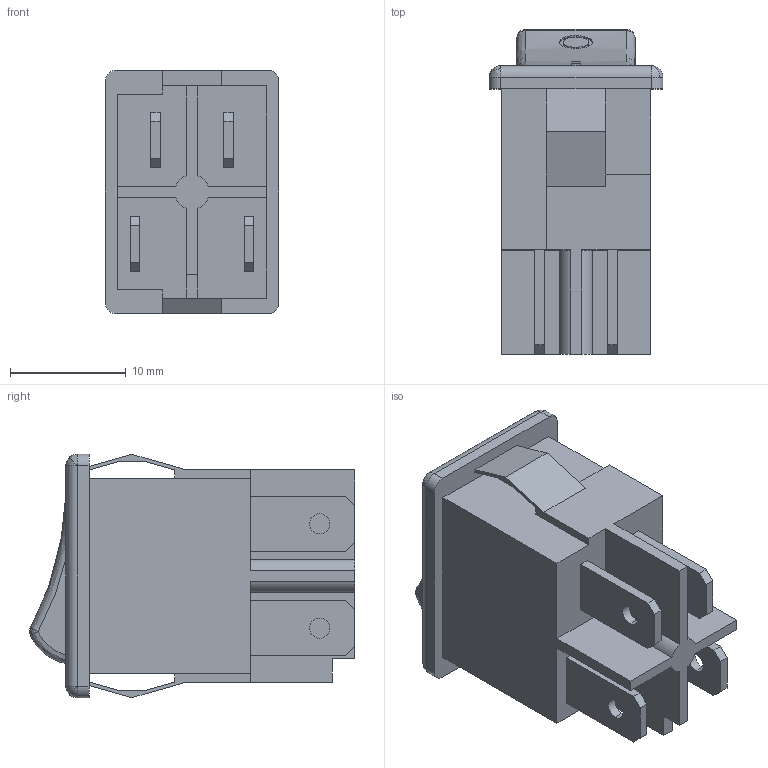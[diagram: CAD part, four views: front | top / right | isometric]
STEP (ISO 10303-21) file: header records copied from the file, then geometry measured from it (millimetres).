
FILE_DESCRIPTION(('STEP AP242'),'1');
FILE_NAME('h8550vb.stp','2019-06-13T08:22:45',('TraceParts'),('TraceParts S.A.'),'Spatial InterOp 3D',' ',' ');
FILE_SCHEMA(('AP242_MANAGED_MODEL_BASED_3D_ENGINEERING_MIM_LF {1 0 10303 442 1 1 4}'));
Length unit declared in the file: millimetre
Products named in the file (1): h8550vb
Bounding box: 15 x 28.04 x 21 mm (x, y, z)
Volume: 4341 mm3; surface area: 2905.2 mm2
Topology: 1 solids, 1 shells, 137 faces, 365 edges, 222 vertices
Faces by surface type: plane 85, cylinder 28, bspline 20, cone 4
Entity records: 4462 total; most frequent: CARTESIAN_POINT 1161, ORIENTED_EDGE 698, DIRECTION 647, EDGE_CURVE 349, LINE 255, VECTOR 255, VERTEX_POINT 222, AXIS2_PLACEMENT_3D 196
